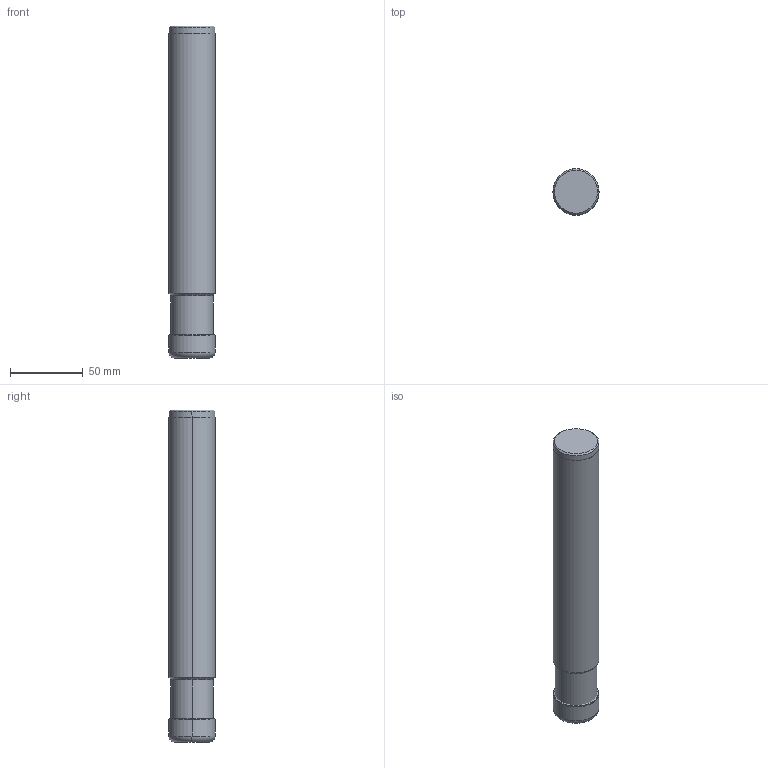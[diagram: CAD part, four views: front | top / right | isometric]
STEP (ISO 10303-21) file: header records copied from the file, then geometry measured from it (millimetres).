
FILE_DESCRIPTION(/* description */ (''),/* implementation_level */ '2;1');
FILE_NAME(/* name */ 'APX4000UR202SA20LB_IR0_157.stp',/* time_stamp */ '2021-09-08T11:43:17+09:00',/* author */ (''),/* organization */ (''),/* preprocessor_version */ 'ST-DEVELOPER v16',/* originating_system */ 'SIEMENS PLM Software NX 10.0',/* authorisation */ '');
FILE_SCHEMA (('AUTOMOTIVE_DESIGN { 1 0 10303 214 3 1 1 1 }'));
Length unit declared in the file: millimetre
Products named in the file (1): APX4000UR202SA20LB_IR0_157_ASM
Bounding box: 31.75 x 31.75 x 228.6 mm (x, y, z)
Volume: 185236 mm3; surface area: 27108.4 mm2
Topology: 2 solids, 2 shells, 60 faces, 132 edges, 93 vertices
Faces by surface type: cone 24, torus 18, cylinder 8, revolution 6, plane 4
Entity records: 2148 total; most frequent: CARTESIAN_POINT 646, DIRECTION 343, ORIENTED_EDGE 236, AXIS2_PLACEMENT_3D 149, EDGE_CURVE 118, CIRCLE 84, EDGE_LOOP 62, VERTEX_POINT 62
